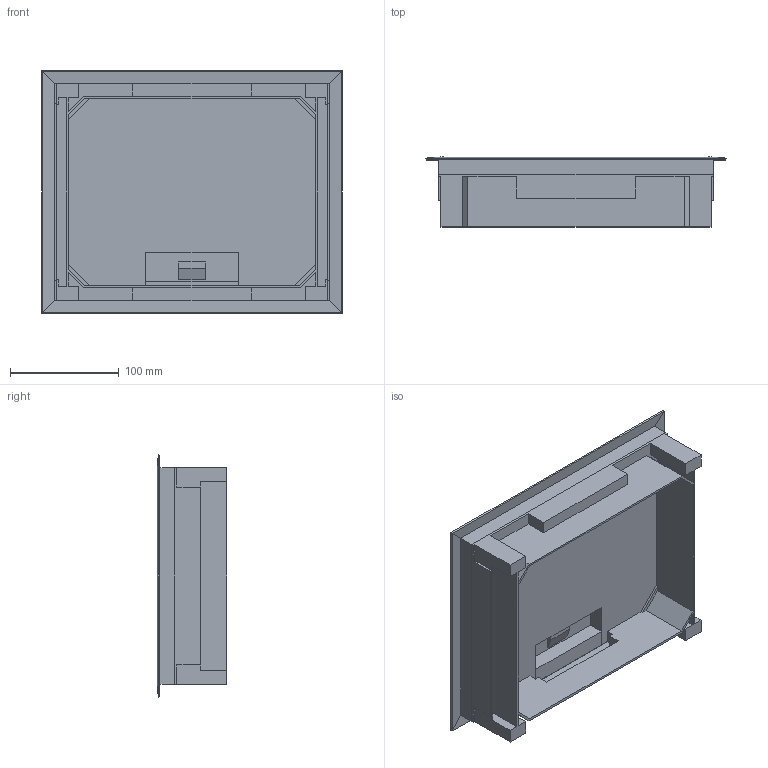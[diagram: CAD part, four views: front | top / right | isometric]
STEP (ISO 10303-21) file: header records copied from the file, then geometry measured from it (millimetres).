
FILE_DESCRIPTION((''),'2;1');
FILE_NAME('VEE0912E_ASM','2024-02-06T10:32:11',('goergem'),(''),'CREO PARAMETRIC BY PTC INC, 2022281','CREO PARAMETRIC BY PTC INC, 2022281','');
FILE_SCHEMA(('AUTOMOTIVE_DESIGN { 1 0 10303 214 1 1 1 1 }'));
Length unit declared in the file: millimetre
Products named in the file (5): VEE0912_RAHMEN_UNTERTEIL_5; VEE0912_RAHMEN_OBERTEIL_3; VEE0912_KLAPPE_5; VEE0912KUN_ASM_3_ASM; VEE0912E_ASM
Assembly tree (4 placements, depth 3):
  VEE0912E_ASM
    VEE0912KUN_ASM_3_ASM
      VEE0912_RAHMEN_UNTERTEIL_5
      VEE0912_RAHMEN_OBERTEIL_3
      VEE0912_KLAPPE_5
Bounding box: 275.92 x 64.01 x 222.92 mm (x, y, z)
Volume: 478506.4 mm3; surface area: 302651.3 mm2
Topology: 3 solids, 3 shells, 237 faces, 655 edges, 436 vertices
Faces by surface type: plane 198, cylinder 29, extrusion 10
Entity records: 11724 total; most frequent: CARTESIAN_POINT 1907, DIRECTION 1738, ORIENTED_EDGE 1302, EDGE_CURVE 651, VECTOR 620, LINE 610, AXIS2_PLACEMENT_3D 508, VERTEX_POINT 432
